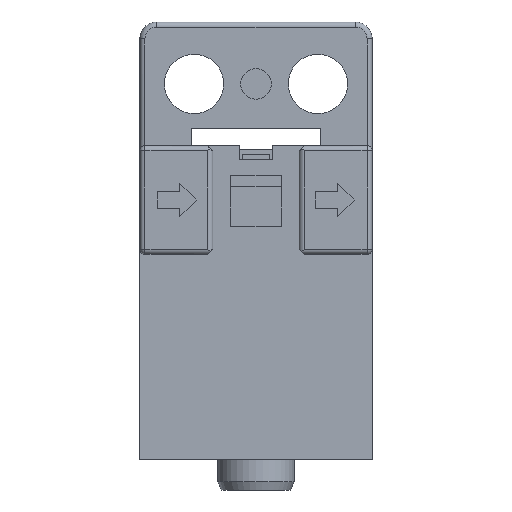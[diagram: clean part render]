
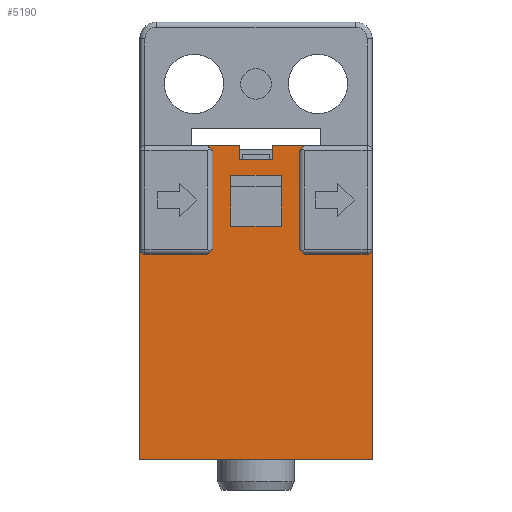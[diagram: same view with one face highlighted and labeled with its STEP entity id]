
A CAD part, front view. The second image highlights one B-rep face of the part: STEP entity #5190.
In plain terms, the highlighted planar face has unit normal (0, -1, 0).
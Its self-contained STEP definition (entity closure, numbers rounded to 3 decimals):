
#1276=CARTESIAN_POINT('',(-6.55,0.9,-6.35));
#1277=DIRECTION('',(0.,-1.,0.));
#1278=DIRECTION('',(-1.,0.,0.));
#1279=AXIS2_PLACEMENT_3D('',#1276,#1277,#1278);
#1281=DIRECTION('',(1.,0.,0.));
#1282=VECTOR('',#1281,3.7);
#1283=CARTESIAN_POINT('',(-6.55,0.9,-6.65));
#1284=LINE('',#1283,#1282);
#1285=DIRECTION('',(0.707,0.,0.707));
#1286=VECTOR('',#1285,0.424);
#1287=CARTESIAN_POINT('',(-2.85,0.9,-6.65));
#1288=LINE('',#1287,#1286);
#1289=DIRECTION('',(-0.707,0.,0.707));
#1290=VECTOR('',#1289,0.424);
#1291=CARTESIAN_POINT('',(-2.55,0.9,-0.55));
#1292=LINE('',#1291,#1290);
#1293=DIRECTION('',(0.,0.,1.));
#1294=VECTOR('',#1293,0.8);
#1295=CARTESIAN_POINT('',(1.,0.9,-1.05));
#1296=LINE('',#1295,#1294);
#1297=DIRECTION('',(-0.707,0.,-0.707));
#1298=VECTOR('',#1297,0.424);
#1299=CARTESIAN_POINT('',(2.85,0.9,-0.25));
#1300=LINE('',#1299,#1298);
#1301=DIRECTION('',(0.,0.,-1.));
#1302=VECTOR('',#1301,2.5);
#1303=CARTESIAN_POINT('',(2.55,0.9,-0.55));
#1304=LINE('',#1303,#1302);
#1305=DIRECTION('',(0.,0.,-1.));
#1306=VECTOR('',#1305,0.8);
#1307=CARTESIAN_POINT('',(2.55,0.9,-3.05));
#1308=LINE('',#1307,#1306);
#1309=DIRECTION('',(0.,0.,-1.));
#1310=VECTOR('',#1309,2.5);
#1311=CARTESIAN_POINT('',(2.55,0.9,-3.85));
#1312=LINE('',#1311,#1310);
#1313=DIRECTION('',(0.707,0.,-0.707));
#1314=VECTOR('',#1313,0.424);
#1315=CARTESIAN_POINT('',(2.55,0.9,-6.35));
#1316=LINE('',#1315,#1314);
#1317=CARTESIAN_POINT('',(6.55,0.9,-6.35));
#1318=DIRECTION('',(0.,-1.,0.));
#1319=DIRECTION('',(0.,0.,-1.));
#1320=AXIS2_PLACEMENT_3D('',#1317,#1318,#1319);
#1342=DIRECTION('',(1.,0.,0.));
#1343=VECTOR('',#1342,13.7);
#1344=CARTESIAN_POINT('',(-6.85,0.9,-18.75));
#1345=LINE('',#1344,#1343);
#1510=DIRECTION('',(0.,0.,-1.));
#1511=VECTOR('',#1510,0.8);
#1512=CARTESIAN_POINT('',(-2.55,0.9,-3.05));
#1513=LINE('',#1512,#1511);
#1538=DIRECTION('',(0.,0.,-1.));
#1539=VECTOR('',#1538,2.5);
#1540=CARTESIAN_POINT('',(-2.55,0.9,-0.55));
#1541=LINE('',#1540,#1539);
#1550=DIRECTION('',(0.,0.,-1.));
#1551=VECTOR('',#1550,2.5);
#1552=CARTESIAN_POINT('',(-2.55,0.9,-3.85));
#1553=LINE('',#1552,#1551);
#1601=DIRECTION('',(0.,0.,-1.));
#1602=VECTOR('',#1601,12.4);
#1603=CARTESIAN_POINT('',(-6.85,0.9,-6.35));
#1604=LINE('',#1603,#1602);
#1714=DIRECTION('',(-1.,0.,0.));
#1715=VECTOR('',#1714,1.85);
#1716=CARTESIAN_POINT('',(-1.,0.9,-0.25));
#1717=LINE('',#1716,#1715);
#1742=DIRECTION('',(0.,0.,1.));
#1743=VECTOR('',#1742,0.8);
#1744=CARTESIAN_POINT('',(-1.,0.9,-1.05));
#1745=LINE('',#1744,#1743);
#1762=DIRECTION('',(-1.,0.,0.));
#1763=VECTOR('',#1762,2.);
#1764=CARTESIAN_POINT('',(1.,0.9,-1.05));
#1765=LINE('',#1764,#1763);
#1830=DIRECTION('',(-1.,0.,0.));
#1831=VECTOR('',#1830,1.85);
#1832=CARTESIAN_POINT('',(2.85,0.9,-0.25));
#1833=LINE('',#1832,#1831);
#1860=DIRECTION('',(0.,0.,1.));
#1861=VECTOR('',#1860,12.4);
#1862=CARTESIAN_POINT('',(6.85,0.9,-18.75));
#1863=LINE('',#1862,#1861);
#1872=DIRECTION('',(-1.,0.,0.));
#1873=VECTOR('',#1872,3.7);
#1874=CARTESIAN_POINT('',(6.55,0.9,-6.65));
#1875=LINE('',#1874,#1873);
#2209=DIRECTION('',(1.,0.,0.));
#2210=VECTOR('',#2209,3.);
#2211=CARTESIAN_POINT('',(-1.5,0.9,-2.));
#2212=LINE('',#2211,#2210);
#2217=DIRECTION('',(0.,0.,-1.));
#2218=VECTOR('',#2217,3.);
#2219=CARTESIAN_POINT('',(1.5,0.9,-2.));
#2220=LINE('',#2219,#2218);
#2225=DIRECTION('',(-1.,0.,0.));
#2226=VECTOR('',#2225,3.);
#2227=CARTESIAN_POINT('',(1.5,0.9,-5.));
#2228=LINE('',#2227,#2226);
#2233=DIRECTION('',(0.,0.,1.));
#2234=VECTOR('',#2233,3.);
#2235=CARTESIAN_POINT('',(-1.5,0.9,-5.));
#2236=LINE('',#2235,#2234);
#3008=CARTESIAN_POINT('',(-1.,0.9,-0.25));
#3009=VERTEX_POINT('',#3008);
#3010=CARTESIAN_POINT('',(-2.85,0.9,-0.25));
#3011=VERTEX_POINT('',#3010);
#3018=CARTESIAN_POINT('',(2.85,0.9,-0.25));
#3019=VERTEX_POINT('',#3018);
#3020=CARTESIAN_POINT('',(1.,0.9,-0.25));
#3021=VERTEX_POINT('',#3020);
#3036=CARTESIAN_POINT('',(-1.,0.9,-1.05));
#3037=VERTEX_POINT('',#3036);
#3046=CARTESIAN_POINT('',(1.,0.9,-1.05));
#3047=VERTEX_POINT('',#3046);
#3048=CARTESIAN_POINT('',(-6.85,0.9,-18.75));
#3049=CARTESIAN_POINT('',(6.85,0.9,-18.75));
#3050=VERTEX_POINT('',#3048);
#3051=VERTEX_POINT('',#3049);
#3052=CARTESIAN_POINT('',(-6.85,0.9,-6.35));
#3053=VERTEX_POINT('',#3052);
#3054=CARTESIAN_POINT('',(-6.55,0.9,-6.65));
#3055=VERTEX_POINT('',#3054);
#3056=CARTESIAN_POINT('',(-2.85,0.9,-6.65));
#3057=VERTEX_POINT('',#3056);
#3058=CARTESIAN_POINT('',(-2.55,0.9,-6.35));
#3059=VERTEX_POINT('',#3058);
#3060=CARTESIAN_POINT('',(-2.55,0.9,-3.85));
#3061=VERTEX_POINT('',#3060);
#3062=CARTESIAN_POINT('',(-2.55,0.9,-3.05));
#3063=VERTEX_POINT('',#3062);
#3064=CARTESIAN_POINT('',(-2.55,0.9,-0.55));
#3065=VERTEX_POINT('',#3064);
#3066=CARTESIAN_POINT('',(2.55,0.9,-0.55));
#3067=VERTEX_POINT('',#3066);
#3068=CARTESIAN_POINT('',(2.55,0.9,-3.05));
#3069=VERTEX_POINT('',#3068);
#3070=CARTESIAN_POINT('',(2.55,0.9,-3.85));
#3071=VERTEX_POINT('',#3070);
#3072=CARTESIAN_POINT('',(2.55,0.9,-6.35));
#3073=VERTEX_POINT('',#3072);
#3074=CARTESIAN_POINT('',(2.85,0.9,-6.65));
#3075=VERTEX_POINT('',#3074);
#3076=CARTESIAN_POINT('',(6.55,0.9,-6.65));
#3077=VERTEX_POINT('',#3076);
#3078=CARTESIAN_POINT('',(6.85,0.9,-6.35));
#3079=VERTEX_POINT('',#3078);
#3080=CARTESIAN_POINT('',(-1.5,0.9,-2.));
#3081=CARTESIAN_POINT('',(1.5,0.9,-2.));
#3082=VERTEX_POINT('',#3080);
#3083=VERTEX_POINT('',#3081);
#3084=CARTESIAN_POINT('',(-1.5,0.9,-5.));
#3085=VERTEX_POINT('',#3084);
#3086=CARTESIAN_POINT('',(1.5,0.9,-5.));
#3087=VERTEX_POINT('',#3086);
#5134=CARTESIAN_POINT('',(0.,0.9,-6.65));
#5135=DIRECTION('',(0.,1.,0.));
#5136=DIRECTION('',(0.,0.,-1.));
#5137=AXIS2_PLACEMENT_3D('',#5134,#5135,#5136);
#5138=PLANE('',#5137);
#5140=ORIENTED_EDGE('',*,*,#5139,.F.);
#5142=ORIENTED_EDGE('',*,*,#5141,.F.);
#5144=ORIENTED_EDGE('',*,*,#5143,.T.);
#5146=ORIENTED_EDGE('',*,*,#5145,.T.);
#5148=ORIENTED_EDGE('',*,*,#5147,.T.);
#5150=ORIENTED_EDGE('',*,*,#5149,.F.);
#5152=ORIENTED_EDGE('',*,*,#5151,.F.);
#5154=ORIENTED_EDGE('',*,*,#5153,.F.);
#5156=ORIENTED_EDGE('',*,*,#5155,.T.);
#5158=ORIENTED_EDGE('',*,*,#5157,.F.);
#5160=ORIENTED_EDGE('',*,*,#5159,.F.);
#5162=ORIENTED_EDGE('',*,*,#5161,.F.);
#5164=ORIENTED_EDGE('',*,*,#5163,.T.);
#5166=ORIENTED_EDGE('',*,*,#5165,.F.);
#5167=ORIENTED_EDGE('',*,*,#5126,.T.);
#5168=ORIENTED_EDGE('',*,*,#4861,.T.);
#5169=ORIENTED_EDGE('',*,*,#4764,.T.);
#5170=ORIENTED_EDGE('',*,*,#4856,.T.);
#5171=ORIENTED_EDGE('',*,*,#4897,.T.);
#5173=ORIENTED_EDGE('',*,*,#5172,.F.);
#5175=ORIENTED_EDGE('',*,*,#5174,.T.);
#5177=ORIENTED_EDGE('',*,*,#5176,.F.);
#5178=EDGE_LOOP('',(#5140,#5142,#5144,#5146,#5148,#5150,#5152,#5154,#5156,#5158,
#5160,#5162,#5164,#5166,#5167,#5168,#5169,#5170,#5171,#5173,#5175,#5177));
#5179=FACE_OUTER_BOUND('',#5178,.F.);
#5181=ORIENTED_EDGE('',*,*,#5180,.F.);
#5183=ORIENTED_EDGE('',*,*,#5182,.F.);
#5185=ORIENTED_EDGE('',*,*,#5184,.F.);
#5187=ORIENTED_EDGE('',*,*,#5186,.F.);
#5188=EDGE_LOOP('',(#5181,#5183,#5185,#5187));
#5189=FACE_BOUND('',#5188,.F.);
#1280=CIRCLE('',#1279,0.3);
#1321=CIRCLE('',#1320,0.3);
#4764=EDGE_CURVE('',#3069,#3071,#1308,.T.);
#4856=EDGE_CURVE('',#3071,#3073,#1312,.T.);
#4861=EDGE_CURVE('',#3067,#3069,#1304,.T.);
#4897=EDGE_CURVE('',#3073,#3075,#1316,.T.);
#5126=EDGE_CURVE('',#3019,#3067,#1300,.T.);
#5139=EDGE_CURVE('',#3050,#3051,#1345,.T.);
#5141=EDGE_CURVE('',#3053,#3050,#1604,.T.);
#5143=EDGE_CURVE('',#3053,#3055,#1280,.T.);
#5145=EDGE_CURVE('',#3055,#3057,#1284,.T.);
#5147=EDGE_CURVE('',#3057,#3059,#1288,.T.);
#5149=EDGE_CURVE('',#3061,#3059,#1553,.T.);
#5151=EDGE_CURVE('',#3063,#3061,#1513,.T.);
#5153=EDGE_CURVE('',#3065,#3063,#1541,.T.);
#5155=EDGE_CURVE('',#3065,#3011,#1292,.T.);
#5157=EDGE_CURVE('',#3009,#3011,#1717,.T.);
#5159=EDGE_CURVE('',#3037,#3009,#1745,.T.);
#5161=EDGE_CURVE('',#3047,#3037,#1765,.T.);
#5163=EDGE_CURVE('',#3047,#3021,#1296,.T.);
#5165=EDGE_CURVE('',#3019,#3021,#1833,.T.);
#5172=EDGE_CURVE('',#3077,#3075,#1875,.T.);
#5174=EDGE_CURVE('',#3077,#3079,#1321,.T.);
#5176=EDGE_CURVE('',#3051,#3079,#1863,.T.);
#5180=EDGE_CURVE('',#3082,#3083,#2212,.T.);
#5182=EDGE_CURVE('',#3085,#3082,#2236,.T.);
#5184=EDGE_CURVE('',#3087,#3085,#2228,.T.);
#5186=EDGE_CURVE('',#3083,#3087,#2220,.T.);
#5190=ADVANCED_FACE('',(#5179,#5189),#5138,.F.);
